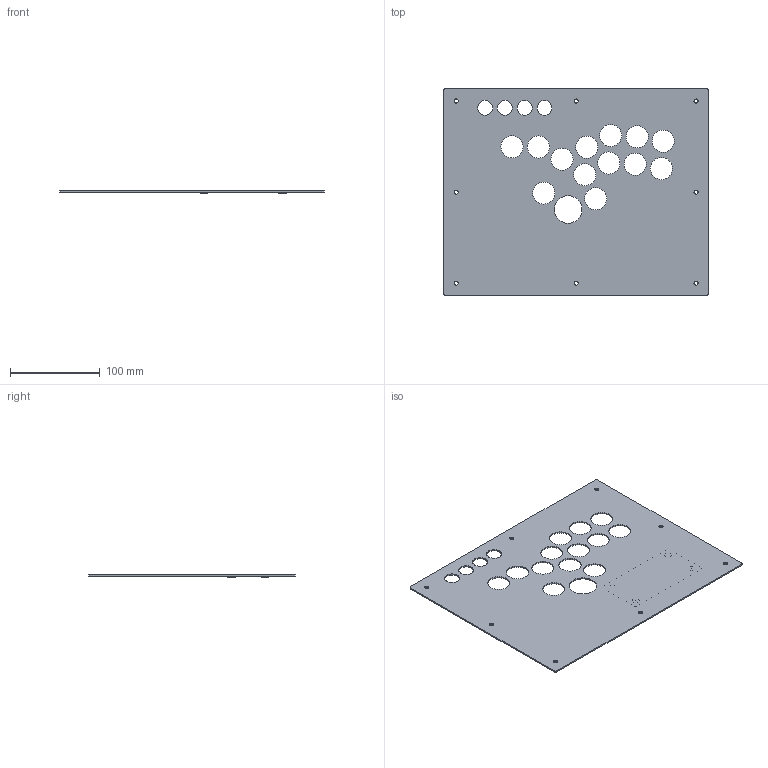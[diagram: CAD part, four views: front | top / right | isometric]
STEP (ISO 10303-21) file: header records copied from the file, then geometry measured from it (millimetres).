
FILE_DESCRIPTION(/* description */ ('','CAx-IF Rec.Pracs.---Representation and Presentation of Product Manufacturing Information (PMI)---4.0---2014-10-13'),/* implementation_level */ '2;1');
FILE_NAME(/* name */ 'Panel 3.1 v4.step',/* time_stamp */ '2024-12-03T22:40:59+09:00',/* author */ (''),/* organization */ (''),/* preprocessor_version */ 'ST-DEVELOPER v20',/* originating_system */ 'Autodesk Translation Framework v13.20.0.188',/* authorisation */ '');
FILE_SCHEMA (('AP242_MANAGED_MODEL_BASED_3D_ENGINEERING_MIM_LF { 1 0 10303 442 1 1 4 }'));
Length unit declared in the file: millimetre
Products named in the file (1): Panel 3.1
Bounding box: 294.29 x 230 x 3 mm (x, y, z)
Volume: 87209.9 mm3; surface area: 123657.3 mm2
Topology: 1 solids, 1 shells, 61 faces, 158 edges, 104 vertices
Faces by surface type: cylinder 42, plane 15, cone 4
Full cylindrical faces by diameter (mm): 2.529 x4, 4.6 x8, 8.05 x4, 16.6 x4, 24.6 x13, 30.6 x1
Entity records: 2028 total; most frequent: DIRECTION 362, CARTESIAN_POINT 320, ORIENTED_EDGE 308, EDGE_CURVE 154, AXIS2_PLACEMENT_3D 146, EDGE_LOOP 122, VERTEX_POINT 104, CIRCLE 84
